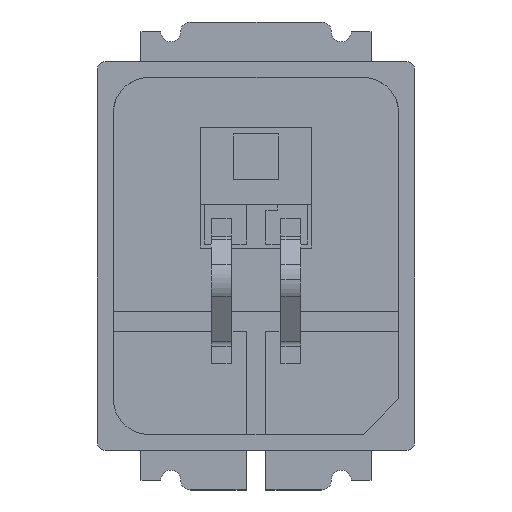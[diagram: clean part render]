
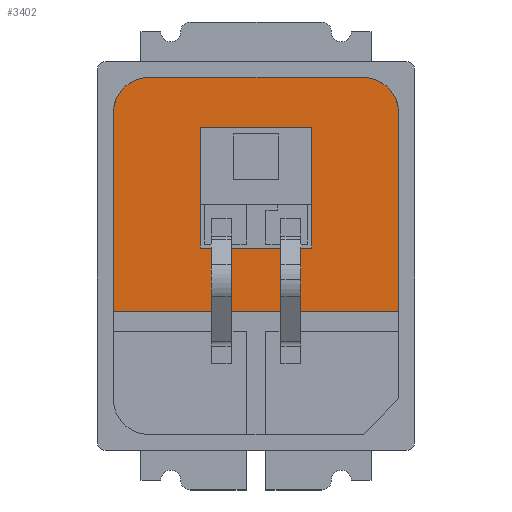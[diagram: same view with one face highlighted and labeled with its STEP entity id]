
A CAD part, top view. The second image highlights one B-rep face of the part: STEP entity #3402.
In plain terms, the highlighted planar face has unit normal (0, 0, 1).
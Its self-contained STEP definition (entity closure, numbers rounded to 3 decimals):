
#129 = DIRECTION ( 'NONE',  ( -1., 0., 0. ) ) ;
#229 = VERTEX_POINT ( 'NONE', #768 ) ;
#232 = LINE ( 'NONE', #4049, #2921 ) ;
#256 = DIRECTION ( 'NONE',  ( 0., -1., 0. ) ) ;
#379 = VERTEX_POINT ( 'NONE', #2418 ) ;
#768 = CARTESIAN_POINT ( 'NONE',  ( 2.7, 2., -0.77 ) ) ;
#853 = CIRCLE ( 'NONE', #4308, 0.9 ) ;
#856 = DIRECTION ( 'NONE',  ( 0., 0., 1. ) ) ;
#858 = PLANE ( 'NONE',  #3316 ) ;
#978 = LINE ( 'NONE', #1290, #2723 ) ;
#1034 = CARTESIAN_POINT ( 'NONE',  ( 3.6, 1.1, -0.77 ) ) ;
#1059 = ORIENTED_EDGE ( 'NONE', *, *, #2361, .T. ) ;
#1104 = EDGE_CURVE ( 'NONE', #379, #229, #978, .T. ) ;
#1188 = CARTESIAN_POINT ( 'NONE',  ( -3.6, 1.1, -0.77 ) ) ;
#1196 = DIRECTION ( 'NONE',  ( -1., 0., 0. ) ) ;
#1237 = ORIENTED_EDGE ( 'NONE', *, *, #2356, .T. ) ;
#1238 = CARTESIAN_POINT ( 'NONE',  ( 2.7, 1.1, -0.77 ) ) ;
#1290 = CARTESIAN_POINT ( 'NONE',  ( 2.7, 2., -0.77 ) ) ;
#1488 = EDGE_CURVE ( 'NONE', #1803, #3886, #3326, .T. ) ;
#1571 = DIRECTION ( 'NONE',  ( -1., 0., 0. ) ) ;
#1636 = DIRECTION ( 'NONE',  ( 0., 0., -1. ) ) ;
#1655 = VERTEX_POINT ( 'NONE', #2591 ) ;
#1764 = DIRECTION ( 'NONE',  ( -1., 0., 0. ) ) ;
#1803 = VERTEX_POINT ( 'NONE', #1945 ) ;
#1945 = CARTESIAN_POINT ( 'NONE',  ( 3.6, -3.9, -0.77 ) ) ;
#1987 = CARTESIAN_POINT ( 'NONE',  ( -2.7, 1.1, -0.77 ) ) ;
#2356 = EDGE_CURVE ( 'NONE', #1655, #229, #3614, .T. ) ;
#2361 = EDGE_CURVE ( 'NONE', #379, #3942, #853, .T. ) ;
#2418 = CARTESIAN_POINT ( 'NONE',  ( -2.7, 2., -0.77 ) ) ;
#2433 = VECTOR ( 'NONE', #1764, 1000. ) ;
#2588 = DIRECTION ( 'NONE',  ( 0., 1., 0. ) ) ;
#2591 = CARTESIAN_POINT ( 'NONE',  ( 3.6, 1.1, -0.77 ) ) ;
#2608 = EDGE_CURVE ( 'NONE', #1655, #1803, #4906, .T. ) ;
#2676 = EDGE_CURVE ( 'NONE', #3886, #3942, #232, .T. ) ;
#2678 = FACE_OUTER_BOUND ( 'NONE', #4711, .T. ) ;
#2723 = VECTOR ( 'NONE', #4720, 1000. ) ;
#2921 = VECTOR ( 'NONE', #2588, 1000. ) ;
#3247 = ORIENTED_EDGE ( 'NONE', *, *, #1488, .F. ) ;
#3316 = AXIS2_PLACEMENT_3D ( 'NONE', #4216, #1636, #1571 ) ;
#3326 = LINE ( 'NONE', #4014, #2433 ) ;
#3355 = ORIENTED_EDGE ( 'NONE', *, *, #2676, .F. ) ;
#3402 = ADVANCED_FACE ( 'NONE', ( #2678 ), #858, .F. ) ;
#3554 = CARTESIAN_POINT ( 'NONE',  ( -3.6, -3.9, -0.77 ) ) ;
#3614 = CIRCLE ( 'NONE', #4031, 0.9 ) ;
#3668 = ORIENTED_EDGE ( 'NONE', *, *, #2608, .F. ) ;
#3865 = ORIENTED_EDGE ( 'NONE', *, *, #1104, .F. ) ;
#3886 = VERTEX_POINT ( 'NONE', #3554 ) ;
#3942 = VERTEX_POINT ( 'NONE', #1188 ) ;
#4014 = CARTESIAN_POINT ( 'NONE',  ( -1.65, -3.9, -0.77 ) ) ;
#4031 = AXIS2_PLACEMENT_3D ( 'NONE', #1238, #856, #1196 ) ;
#4049 = CARTESIAN_POINT ( 'NONE',  ( -3.6, 1.1, -0.77 ) ) ;
#4216 = CARTESIAN_POINT ( 'NONE',  ( -1.65, 3.15, -0.77 ) ) ;
#4308 = AXIS2_PLACEMENT_3D ( 'NONE', #1987, #4660, #129 ) ;
#4660 = DIRECTION ( 'NONE',  ( 0., 0., 1. ) ) ;
#4711 = EDGE_LOOP ( 'NONE', ( #3247, #3668, #1237, #3865, #1059, #3355 ) ) ;
#4720 = DIRECTION ( 'NONE',  ( 1., 0., 0. ) ) ;
#4847 = VECTOR ( 'NONE', #256, 1000. ) ;
#4906 = LINE ( 'NONE', #1034, #4847 ) ;
